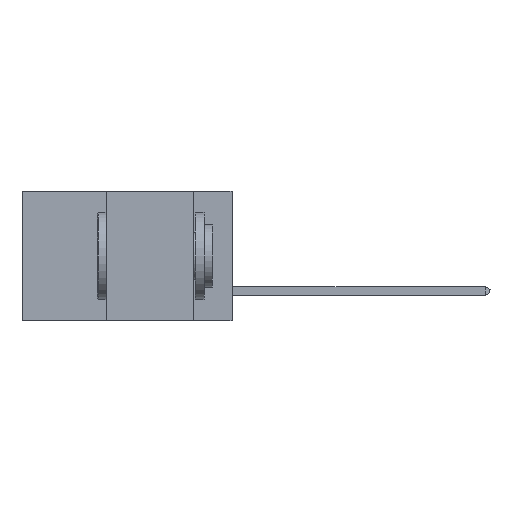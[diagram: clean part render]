
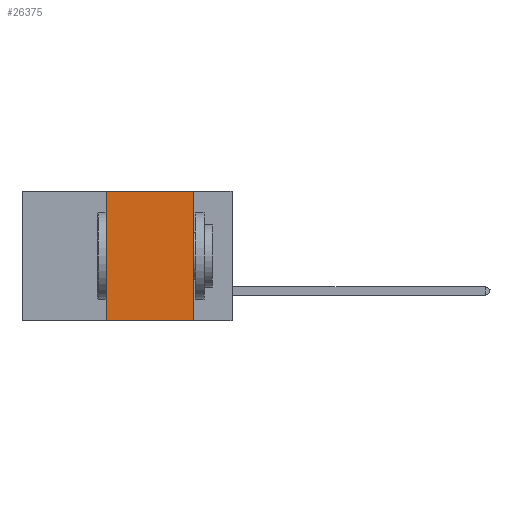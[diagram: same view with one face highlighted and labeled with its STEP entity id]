
A CAD part, left-side view. The second image highlights one B-rep face of the part: STEP entity #26375.
In plain terms, the highlighted planar face has unit normal (-1, 0, 0).
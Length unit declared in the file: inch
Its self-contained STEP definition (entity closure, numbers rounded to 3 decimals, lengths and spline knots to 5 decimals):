
#1963 = CARTESIAN_POINT ( 'NONE',  ( 0., 0.36, 0. ) ) ;
#2055 = CARTESIAN_POINT ( 'NONE',  ( 0., 0.11, -0.37 ) ) ;
#2123 = CARTESIAN_POINT ( 'NONE',  ( 0., 0.36, -0.37 ) ) ;
#2242 = ORIENTED_EDGE ( 'NONE', *, *, #21759, .F. ) ;
#3784 = LINE ( 'NONE', #15990, #32492 ) ;
#5024 = CARTESIAN_POINT ( 'NONE',  ( 0., 0.11, 0. ) ) ;
#5348 = ORIENTED_EDGE ( 'NONE', *, *, #10163, .T. ) ;
#5557 = DIRECTION ( 'NONE',  ( 0., 0., -1. ) ) ;
#7209 = FACE_OUTER_BOUND ( 'NONE', #11066, .T. ) ;
#7580 = CARTESIAN_POINT ( 'NONE',  ( 0., 0.36, 0. ) ) ;
#8665 = VERTEX_POINT ( 'NONE', #2123 ) ;
#9297 = LINE ( 'NONE', #7580, #28198 ) ;
#10163 = EDGE_CURVE ( 'NONE', #8665, #21711, #22834, .T. ) ;
#10510 = DIRECTION ( 'NONE',  ( 0., -1., 0. ) ) ;
#11066 = EDGE_LOOP ( 'NONE', ( #2242, #30188, #33851, #5348 ) ) ;
#11175 = EDGE_CURVE ( 'NONE', #27581, #22217, #3784, .T. ) ;
#13782 = CARTESIAN_POINT ( 'NONE',  ( 0., 0.6, -0.37 ) ) ;
#13999 = CARTESIAN_POINT ( 'NONE',  ( 0., 0.6, 0. ) ) ;
#14236 = PLANE ( 'NONE',  #20143 ) ;
#14303 = VECTOR ( 'NONE', #33858, 39.37008 ) ;
#14676 = CARTESIAN_POINT ( 'NONE',  ( 0., 0.11, 0. ) ) ;
#15990 = CARTESIAN_POINT ( 'NONE',  ( 0., 0.6, 0. ) ) ;
#20143 = AXIS2_PLACEMENT_3D ( 'NONE', #13999, #36704, #5557 ) ;
#21711 = VERTEX_POINT ( 'NONE', #2055 ) ;
#21759 = EDGE_CURVE ( 'NONE', #22217, #21711, #29467, .T. ) ;
#21983 = DIRECTION ( 'NONE',  ( 0., -1., 0. ) ) ;
#21992 = DIRECTION ( 'NONE',  ( 0., 0., 1. ) ) ;
#22217 = VERTEX_POINT ( 'NONE', #14676 ) ;
#22834 = LINE ( 'NONE', #13782, #23688 ) ;
#23688 = VECTOR ( 'NONE', #10510, 39.37008 ) ;
#26375 = ADVANCED_FACE ( 'NONE', ( #7209 ), #14236, .F. ) ;
#27581 = VERTEX_POINT ( 'NONE', #1963 ) ;
#28198 = VECTOR ( 'NONE', #21992, 39.37008 ) ;
#29467 = LINE ( 'NONE', #5024, #14303 ) ;
#30188 = ORIENTED_EDGE ( 'NONE', *, *, #11175, .F. ) ;
#32492 = VECTOR ( 'NONE', #21983, 39.37008 ) ;
#33263 = EDGE_CURVE ( 'NONE', #8665, #27581, #9297, .T. ) ;
#33851 = ORIENTED_EDGE ( 'NONE', *, *, #33263, .F. ) ;
#33858 = DIRECTION ( 'NONE',  ( 0., 0., -1. ) ) ;
#36704 = DIRECTION ( 'NONE',  ( 1., 0., 0. ) ) ;
